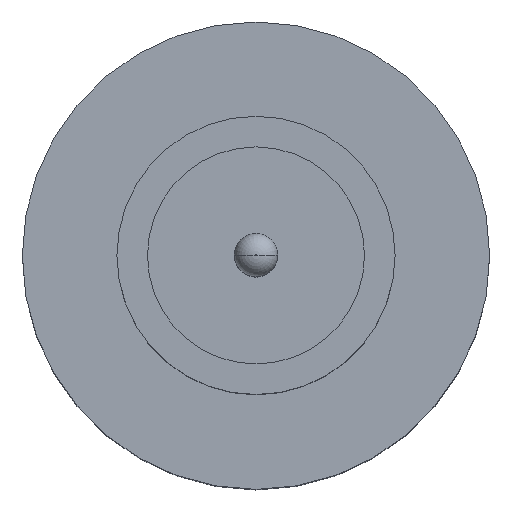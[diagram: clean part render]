
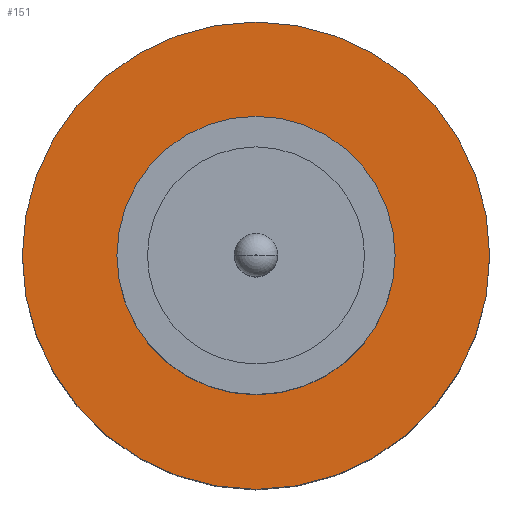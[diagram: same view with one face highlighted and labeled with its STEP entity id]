
A CAD part, top view. The second image highlights one B-rep face of the part: STEP entity #151.
In plain terms, the highlighted planar face has unit normal (0, 0, 1).
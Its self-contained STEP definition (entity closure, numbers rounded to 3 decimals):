
#7 = VERTEX_POINT ( 'NONE', #383 ) ;
#14 = DIRECTION ( 'NONE',  ( 1., 0., 0. ) ) ;
#33 = DIRECTION ( 'NONE',  ( 1., 0., 0. ) ) ;
#41 = FACE_OUTER_BOUND ( 'NONE', #838, .T. ) ;
#128 = ORIENTED_EDGE ( 'NONE', *, *, #642, .F. ) ;
#151 = ADVANCED_FACE ( 'NONE', ( #165, #41 ), #787, .T. ) ;
#160 = ORIENTED_EDGE ( 'NONE', *, *, #788, .T. ) ;
#162 = AXIS2_PLACEMENT_3D ( 'NONE', #939, #242, #411 ) ;
#165 = FACE_BOUND ( 'NONE', #553, .T. ) ;
#196 = DIRECTION ( 'NONE',  ( 1., 0., 0. ) ) ;
#209 = AXIS2_PLACEMENT_3D ( 'NONE', #870, #564, #14 ) ;
#242 = DIRECTION ( 'NONE',  ( 0., 0., 1. ) ) ;
#245 = DIRECTION ( 'NONE',  ( 0., 0., 1. ) ) ;
#284 = CARTESIAN_POINT ( 'NONE',  ( 0., 0., 1.55 ) ) ;
#290 = DIRECTION ( 'NONE',  ( 0., 0., 1. ) ) ;
#294 = VERTEX_POINT ( 'NONE', #601 ) ;
#323 = EDGE_CURVE ( 'NONE', #664, #294, #956, .T. ) ;
#332 = CARTESIAN_POINT ( 'NONE',  ( 2.1, 0., 1.55 ) ) ;
#337 = CIRCLE ( 'NONE', #524, 2.1 ) ;
#383 = CARTESIAN_POINT ( 'NONE',  ( -2.1, 0., 1.55 ) ) ;
#388 = CIRCLE ( 'NONE', #632, 2.1 ) ;
#411 = DIRECTION ( 'NONE',  ( 1., 0., 0. ) ) ;
#424 = CIRCLE ( 'NONE', #162, 1.25 ) ;
#492 = CARTESIAN_POINT ( 'NONE',  ( -1.25, 0., 1.55 ) ) ;
#498 = CARTESIAN_POINT ( 'NONE',  ( 0., 0., 1.55 ) ) ;
#524 = AXIS2_PLACEMENT_3D ( 'NONE', #563, #245, #650 ) ;
#531 = ORIENTED_EDGE ( 'NONE', *, *, #323, .F. ) ;
#553 = EDGE_LOOP ( 'NONE', ( #128, #531 ) ) ;
#563 = CARTESIAN_POINT ( 'NONE',  ( 0., 0., 1.55 ) ) ;
#564 = DIRECTION ( 'NONE',  ( 0., 0., 1. ) ) ;
#565 = ORIENTED_EDGE ( 'NONE', *, *, #694, .T. ) ;
#582 = DIRECTION ( 'NONE',  ( 0., 0., 1. ) ) ;
#589 = VERTEX_POINT ( 'NONE', #332 ) ;
#601 = CARTESIAN_POINT ( 'NONE',  ( 1.25, 0., 1.55 ) ) ;
#632 = AXIS2_PLACEMENT_3D ( 'NONE', #498, #582, #33 ) ;
#642 = EDGE_CURVE ( 'NONE', #294, #664, #424, .T. ) ;
#650 = DIRECTION ( 'NONE',  ( 1., 0., 0. ) ) ;
#664 = VERTEX_POINT ( 'NONE', #492 ) ;
#694 = EDGE_CURVE ( 'NONE', #7, #589, #337, .T. ) ;
#787 = PLANE ( 'NONE',  #209 ) ;
#788 = EDGE_CURVE ( 'NONE', #589, #7, #388, .T. ) ;
#838 = EDGE_LOOP ( 'NONE', ( #565, #160 ) ) ;
#870 = CARTESIAN_POINT ( 'NONE',  ( 0., 0., 1.55 ) ) ;
#920 = AXIS2_PLACEMENT_3D ( 'NONE', #284, #290, #196 ) ;
#939 = CARTESIAN_POINT ( 'NONE',  ( 0., 0., 1.55 ) ) ;
#956 = CIRCLE ( 'NONE', #920, 1.25 ) ;
